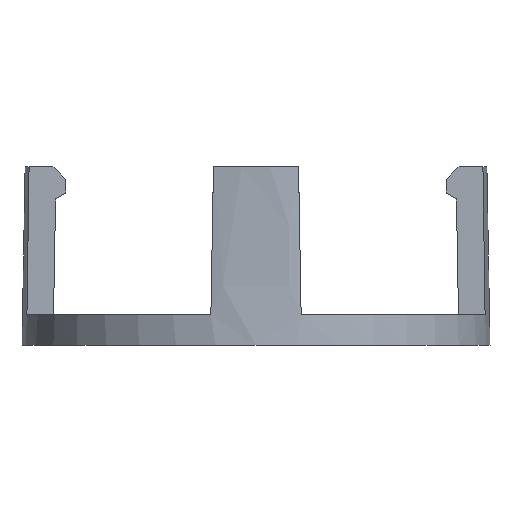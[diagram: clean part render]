
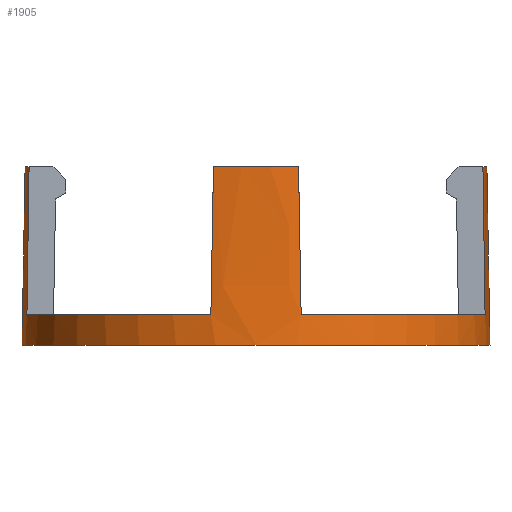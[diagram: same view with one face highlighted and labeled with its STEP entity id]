
A CAD part, front view. The second image highlights one B-rep face of the part: STEP entity #1905.
In plain terms, the highlighted conical face has half-angle 1 degrees and reference radius 13.658 mm.
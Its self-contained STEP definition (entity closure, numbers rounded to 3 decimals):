
#208=CARTESIAN_POINT('',(0.,0.,-1.5));
#209=DIRECTION('',(0.,0.,-1.));
#210=DIRECTION('',(1.,0.,0.));
#211=AXIS2_PLACEMENT_3D('',#208,#209,#210);
#352=CARTESIAN_POINT('',(0.,0.,9.));
#353=DIRECTION('',(0.,0.,-1.));
#354=DIRECTION('',(0.184,-0.983,0.));
#355=AXIS2_PLACEMENT_3D('',#352,#353,#354);
#360=CARTESIAN_POINT('',(2.652,-13.46,0.3));
#361=CARTESIAN_POINT('',(2.635,-13.446,1.275));
#362=CARTESIAN_POINT('',(2.601,-13.418,3.22));
#363=CARTESIAN_POINT('',(2.55,-13.376,6.12));
#364=CARTESIAN_POINT('',(2.517,-13.348,8.042));
#365=CARTESIAN_POINT('',(2.5,-13.334,9.));
#370=CARTESIAN_POINT('',(0.,0.,0.3));
#371=DIRECTION('',(0.,0.,1.));
#372=DIRECTION('',(0.193,-0.981,0.));
#373=AXIS2_PLACEMENT_3D('',#370,#371,#372);
#378=CARTESIAN_POINT('',(13.46,-2.652,0.3));
#379=CARTESIAN_POINT('',(13.446,-2.635,1.275));
#380=CARTESIAN_POINT('',(13.418,-2.601,3.22));
#381=CARTESIAN_POINT('',(13.376,-2.55,6.12));
#382=CARTESIAN_POINT('',(13.348,-2.517,8.042));
#383=CARTESIAN_POINT('',(13.334,-2.5,9.));
#388=CARTESIAN_POINT('',(0.,0.,9.));
#389=DIRECTION('',(0.,0.,-1.));
#390=DIRECTION('',(1.,0.,0.));
#391=AXIS2_PLACEMENT_3D('',#388,#389,#390);
#396=DIRECTION('',(0.017,0.,-1.));
#397=VECTOR('',#396,10.502);
#398=CARTESIAN_POINT('',(13.567,0.,9.));
#399=LINE('',#398,#397);
#403=DIRECTION('',(-0.017,0.,-1.));
#404=VECTOR('',#403,10.502);
#405=CARTESIAN_POINT('',(-13.567,0.,9.));
#406=LINE('',#405,#404);
#410=CARTESIAN_POINT('',(0.,0.,9.));
#411=DIRECTION('',(0.,0.,-1.));
#412=DIRECTION('',(-0.983,-0.184,0.));
#413=AXIS2_PLACEMENT_3D('',#410,#411,#412);
#418=CARTESIAN_POINT('',(-13.46,-2.652,0.3));
#419=CARTESIAN_POINT('',(-13.446,-2.635,1.275));
#420=CARTESIAN_POINT('',(-13.418,-2.601,3.22));
#421=CARTESIAN_POINT('',(-13.376,-2.55,6.12));
#422=CARTESIAN_POINT('',(-13.348,-2.517,8.042));
#423=CARTESIAN_POINT('',(-13.334,-2.5,9.));
#428=CARTESIAN_POINT('',(0.,0.,0.3));
#429=DIRECTION('',(0.,0.,1.));
#430=DIRECTION('',(-0.981,-0.193,0.));
#431=AXIS2_PLACEMENT_3D('',#428,#429,#430);
#436=CARTESIAN_POINT('',(-2.652,-13.46,0.3));
#437=CARTESIAN_POINT('',(-2.635,-13.446,1.275));
#438=CARTESIAN_POINT('',(-2.601,-13.418,3.22));
#439=CARTESIAN_POINT('',(-2.55,-13.376,6.12));
#440=CARTESIAN_POINT('',(-2.517,-13.348,8.042));
#441=CARTESIAN_POINT('',(-2.5,-13.334,9.));
#1446=CARTESIAN_POINT('',(13.567,0.,9.));
#1447=CARTESIAN_POINT('',(13.75,0.,-1.5));
#1448=VERTEX_POINT('',#1446);
#1449=VERTEX_POINT('',#1447);
#1450=CARTESIAN_POINT('',(-13.567,0.,9.));
#1451=CARTESIAN_POINT('',(-13.75,0.,-1.5));
#1452=VERTEX_POINT('',#1450);
#1453=VERTEX_POINT('',#1451);
#1578=CARTESIAN_POINT('',(13.334,-2.5,9.));
#1579=VERTEX_POINT('',#1578);
#1582=CARTESIAN_POINT('',(13.46,-2.652,0.3));
#1583=VERTEX_POINT('',#1582);
#1643=VERTEX_POINT('',#436);
#1644=VERTEX_POINT('',#441);
#1649=CARTESIAN_POINT('',(-13.334,-2.5,9.));
#1650=VERTEX_POINT('',#1649);
#1651=VERTEX_POINT('',#418);
#1656=CARTESIAN_POINT('',(2.652,-13.46,
0.3));
#1657=VERTEX_POINT('',#1656);
#1658=VERTEX_POINT('',#365);
#1875=CARTESIAN_POINT('',(0.,0.,3.75));
#1876=DIRECTION('',(0.,0.,-1.));
#1877=DIRECTION('',(1.,0.,0.));
#1878=AXIS2_PLACEMENT_3D('',#1875,#1876,#1877);
#1879=CONICAL_SURFACE('',#1878,13.658,1.);
#1881=ORIENTED_EDGE('',*,*,#1880,.F.);
#1883=ORIENTED_EDGE('',*,*,#1882,.F.);
#1885=ORIENTED_EDGE('',*,*,#1884,.T.);
#1887=ORIENTED_EDGE('',*,*,#1886,.T.);
#1889=ORIENTED_EDGE('',*,*,#1888,.F.);
#1891=ORIENTED_EDGE('',*,*,#1890,.T.);
#1892=ORIENTED_EDGE('',*,*,#1823,.T.);
#1894=ORIENTED_EDGE('',*,*,#1893,.F.);
#1896=ORIENTED_EDGE('',*,*,#1895,.F.);
#1898=ORIENTED_EDGE('',*,*,#1897,.F.);
#1900=ORIENTED_EDGE('',*,*,#1899,.T.);
#1902=ORIENTED_EDGE('',*,*,#1901,.T.);
#1903=EDGE_LOOP('',(#1881,#1883,#1885,#1887,#1889,#1891,#1892,#1894,#1896,#1898,
#1900,#1902));
#1904=FACE_OUTER_BOUND('',#1903,.F.);
#1905=ADVANCED_FACE('',(#1904),#1879,.T.);
#212=CIRCLE('',#211,13.75);
#356=CIRCLE('',#355,13.567);
#366=B_SPLINE_CURVE_WITH_KNOTS('',3,(#360,#361,#362,#363,#364,#365),
.UNSPECIFIED.,.F.,.F.,(4,1,1,4),(0.,0.333,0.667,1.),
.UNSPECIFIED.);
#374=CIRCLE('',#373,13.719);
#384=B_SPLINE_CURVE_WITH_KNOTS('',3,(#378,#379,#380,#381,#382,#383),
.UNSPECIFIED.,.F.,.F.,(4,1,1,4),(0.,0.333,0.667,1.),
.UNSPECIFIED.);
#392=CIRCLE('',#391,13.567);
#414=CIRCLE('',#413,13.567);
#424=B_SPLINE_CURVE_WITH_KNOTS('',3,(#418,#419,#420,#421,#422,#423),
.UNSPECIFIED.,.F.,.F.,(4,1,1,4),(0.,0.333,0.667,1.),
.UNSPECIFIED.);
#432=CIRCLE('',#431,13.719);
#442=B_SPLINE_CURVE_WITH_KNOTS('',3,(#436,#437,#438,#439,#440,#441),
.UNSPECIFIED.,.F.,.F.,(4,1,1,4),(0.,0.333,0.667,1.),
.UNSPECIFIED.);
#1823=EDGE_CURVE('',#1449,#1453,#212,.T.);
#1880=EDGE_CURVE('',#1658,#1644,#356,.T.);
#1882=EDGE_CURVE('',#1657,#1658,#366,.T.);
#1884=EDGE_CURVE('',#1657,#1583,#374,.T.);
#1886=EDGE_CURVE('',#1583,#1579,#384,.T.);
#1888=EDGE_CURVE('',#1448,#1579,#392,.T.);
#1890=EDGE_CURVE('',#1448,#1449,#399,.T.);
#1893=EDGE_CURVE('',#1452,#1453,#406,.T.);
#1895=EDGE_CURVE('',#1650,#1452,#414,.T.);
#1897=EDGE_CURVE('',#1651,#1650,#424,.T.);
#1899=EDGE_CURVE('',#1651,#1643,#432,.T.);
#1901=EDGE_CURVE('',#1643,#1644,#442,.T.);
